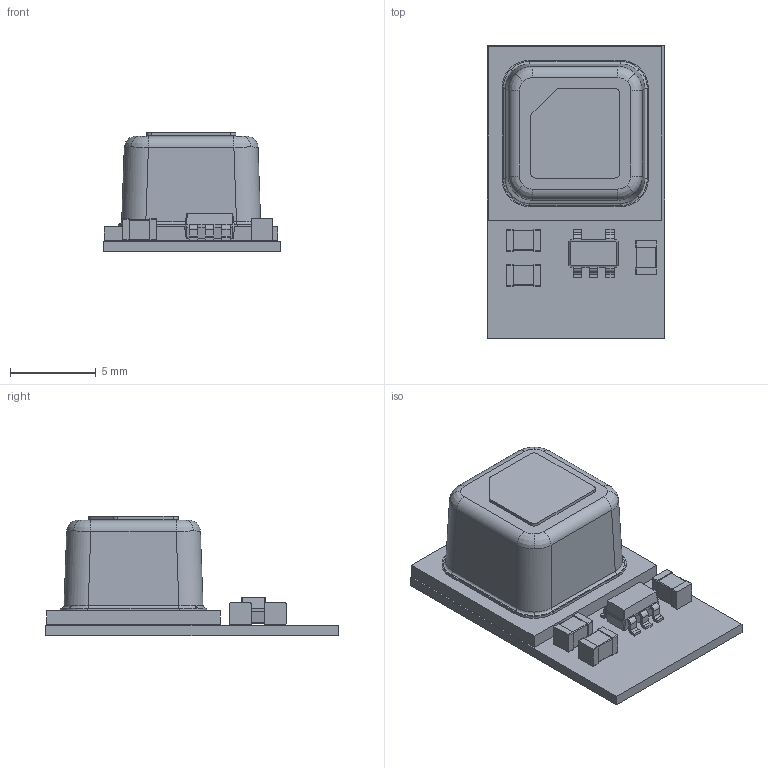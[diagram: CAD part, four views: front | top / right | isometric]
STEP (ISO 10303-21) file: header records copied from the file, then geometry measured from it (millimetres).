
FILE_DESCRIPTION(('KiCad electronic assembly'),'2;1');
FILE_NAME('watchy-scd40.step','2021-08-27T12:08:48',('An Author'),( 'A Company'),'Open CASCADE STEP processor 6.9', 'KiCad to STEP converter','Unknown');
FILE_SCHEMA(('AUTOMOTIVE_DESIGN { 1 0 10303 214 1 1 1 1 }'));
Length unit declared in the file: millimetre
Products named in the file (8): Open CASCADE STEP translator 6.9 1; Sensirion_CO2_Sensors_SCD4x_STEP_file; SOLID; C_0805_2012Metric; SOT-23-5
Assembly tree (9 placements, depth 3):
  Open CASCADE STEP translator 6.9 1
    Sensirion_CO2_Sensors_SCD4x_STEP_file
      SOLID
    C_0805_2012Metric  x3
      SOLID
    SOT-23-5
      SOLID
    SOLID
Bounding box: 10.3 x 17 x 6.93 mm (x, y, z)
Volume: 527.6 mm3; surface area: 836.6 mm2
Topology: 6 solids, 6 shells, 392 faces, 975 edges, 630 vertices
Faces by surface type: plane 263, cylinder 84, bspline 45
Entity records: 24902 total; most frequent: CARTESIAN_POINT 6119, DIRECTION 2950, LINE 2062, VECTOR 2062, ORIENTED_EDGE 1662, PCURVE 1662, DEFINITIONAL_REPRESENTATION 1662, EDGE_CURVE 831
